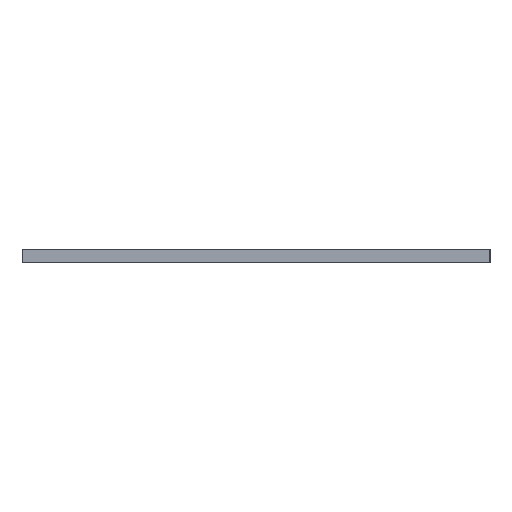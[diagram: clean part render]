
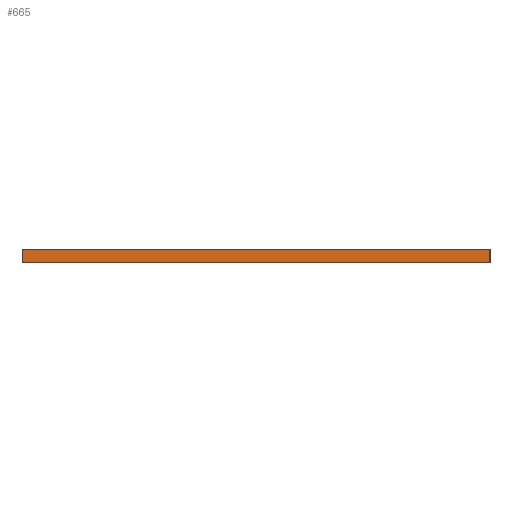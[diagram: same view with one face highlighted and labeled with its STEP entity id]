
A CAD part, left-side view. The second image highlights one B-rep face of the part: STEP entity #665.
In plain terms, the highlighted planar face has unit normal (-1, 0, 0).
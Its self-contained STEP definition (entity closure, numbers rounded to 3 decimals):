
#35 = ORIENTED_EDGE ( 'NONE', *, *, #349, .F. ) ;
#38 = CARTESIAN_POINT ( 'NONE',  ( -150., -85., 0. ) ) ;
#42 = CARTESIAN_POINT ( 'NONE',  ( -150., -85., 5. ) ) ;
#55 = PLANE ( 'NONE',  #798 ) ;
#97 = CARTESIAN_POINT ( 'NONE',  ( -150., 85., 0. ) ) ;
#109 = DIRECTION ( 'NONE',  ( 0., 0., 1. ) ) ;
#198 = VERTEX_POINT ( 'NONE', #442 ) ;
#200 = DIRECTION ( 'NONE',  ( 0., -1., 0. ) ) ;
#224 = FACE_OUTER_BOUND ( 'NONE', #515, .T. ) ;
#241 = ORIENTED_EDGE ( 'NONE', *, *, #885, .T. ) ;
#256 = EDGE_CURVE ( 'NONE', #378, #842, #901, .T. ) ;
#304 = CARTESIAN_POINT ( 'NONE',  ( -150., -125., 5. ) ) ;
#342 = VECTOR ( 'NONE', #109, 1000. ) ;
#349 = EDGE_CURVE ( 'NONE', #198, #378, #880, .T. ) ;
#378 = VERTEX_POINT ( 'NONE', #414 ) ;
#394 = EDGE_CURVE ( 'NONE', #886, #842, #646, .T. ) ;
#414 = CARTESIAN_POINT ( 'NONE',  ( -150., 85., 5. ) ) ;
#421 = CARTESIAN_POINT ( 'NONE',  ( -150., -85., 0. ) ) ;
#425 = VECTOR ( 'NONE', #435, 1000. ) ;
#435 = DIRECTION ( 'NONE',  ( 0., 0., 1. ) ) ;
#442 = CARTESIAN_POINT ( 'NONE',  ( -150., 85., 0. ) ) ;
#452 = ORIENTED_EDGE ( 'NONE', *, *, #256, .F. ) ;
#515 = EDGE_LOOP ( 'NONE', ( #452, #35, #241, #667 ) ) ;
#586 = LINE ( 'NONE', #810, #908 ) ;
#607 = DIRECTION ( 'NONE',  ( 1., 0., 0. ) ) ;
#619 = VECTOR ( 'NONE', #755, 1000. ) ;
#646 = LINE ( 'NONE', #38, #342 ) ;
#665 = ADVANCED_FACE ( 'NONE', ( #224 ), #55, .F. ) ;
#667 = ORIENTED_EDGE ( 'NONE', *, *, #394, .T. ) ;
#755 = DIRECTION ( 'NONE',  ( 0., -1., 0. ) ) ;
#778 = DIRECTION ( 'NONE',  ( 0., 0., -1. ) ) ;
#798 = AXIS2_PLACEMENT_3D ( 'NONE', #304, #607, #778 ) ;
#810 = CARTESIAN_POINT ( 'NONE',  ( -150., -125., 0. ) ) ;
#842 = VERTEX_POINT ( 'NONE', #42 ) ;
#880 = LINE ( 'NONE', #97, #425 ) ;
#885 = EDGE_CURVE ( 'NONE', #198, #886, #586, .T. ) ;
#886 = VERTEX_POINT ( 'NONE', #421 ) ;
#901 = LINE ( 'NONE', #919, #619 ) ;
#908 = VECTOR ( 'NONE', #200, 1000. ) ;
#919 = CARTESIAN_POINT ( 'NONE',  ( -150., -125., 5. ) ) ;
